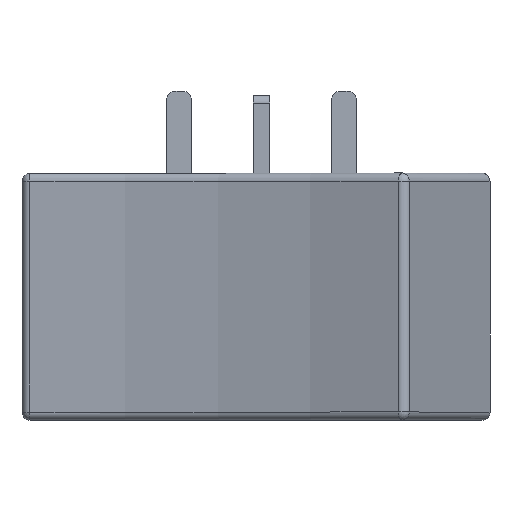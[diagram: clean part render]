
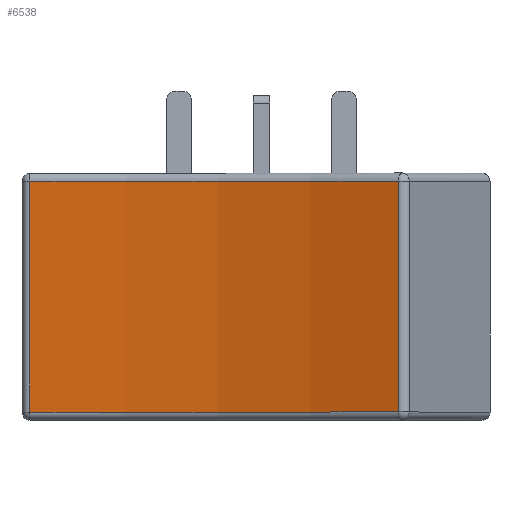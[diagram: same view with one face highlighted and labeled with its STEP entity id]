
A CAD part, top view. The second image highlights one B-rep face of the part: STEP entity #6538.
In plain terms, the highlighted cylindrical face has radius 31.115 mm (diameter 62.23 mm), a partial arc.
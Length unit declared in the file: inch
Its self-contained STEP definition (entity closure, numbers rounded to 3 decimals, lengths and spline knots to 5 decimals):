
#5986=CARTESIAN_POINT('',(0.16631,0.14016,0.75476));
#5987=VERTEX_POINT('',#5986);
#6023=CARTESIAN_POINT('',(0.16631,-0.14016,0.75476));
#6024=VERTEX_POINT('',#6023);
#6067=CARTESIAN_POINT('',(-0.28135,0.14016,0.65168));
#6068=VERTEX_POINT('',#6067);
#6091=CARTESIAN_POINT('',(-0.28135,-0.14016,0.65168));
#6092=VERTEX_POINT('',#6091);
#6159=CARTESIAN_POINT('',(-0.28135,-0.14016,0.65168));
#6160=DIRECTION('',(0.0,1.0,0.0));
#6161=VECTOR('',#6160,0.28031);
#6162=LINE('',#6159,#6161);
#6163=EDGE_CURVE('',#6092,#6068,#6162,.T.);
#6181=CARTESIAN_POINT('',(-0.32753,-0.14016,1.8758));
#6182=DIRECTION('',(0.0,1.0,0.0));
#6183=DIRECTION('',(0.224,0.0,-0.974));
#6184=AXIS2_PLACEMENT_3D('',#6181,#6182,#6183);
#6185=CIRCLE('',#6184,1.22499);
#6186=EDGE_CURVE('',#6024,#6092,#6185,.T.);
#6205=CARTESIAN_POINT('',(-0.32753,0.14016,1.8758));
#6206=DIRECTION('',(0.0,-1.0,0.0));
#6207=DIRECTION('',(0.224,0.0,-0.974));
#6208=AXIS2_PLACEMENT_3D('',#6205,#6206,#6207);
#6209=CIRCLE('',#6208,1.22499);
#6210=EDGE_CURVE('',#6068,#5987,#6209,.T.);
#6268=CARTESIAN_POINT('',(0.16631,0.14016,0.75476));
#6269=DIRECTION('',(0.0,-1.0,0.0));
#6270=VECTOR('',#6269,0.28031);
#6271=LINE('',#6268,#6270);
#6272=EDGE_CURVE('',#5987,#6024,#6271,.T.);
#6527=CARTESIAN_POINT('',(-0.32753,0.15417,1.8758));
#6528=DIRECTION('',(0.0,-1.0,0.0));
#6529=DIRECTION('',(-0.03,0.0,1.));
#6530=AXIS2_PLACEMENT_3D('',#6527,#6528,#6529);
#6531=CYLINDRICAL_SURFACE('',#6530,1.22499);
#6532=ORIENTED_EDGE('',*,*,#6163,.F.);
#6533=ORIENTED_EDGE('',*,*,#6186,.F.);
#6534=ORIENTED_EDGE('',*,*,#6272,.F.);
#6535=ORIENTED_EDGE('',*,*,#6210,.F.);
#6536=EDGE_LOOP('',(#6532,#6533,#6534,#6535));
#6537=FACE_OUTER_BOUND('',#6536,.T.);
#6538=ADVANCED_FACE('',(#6537),#6531,.F.);
